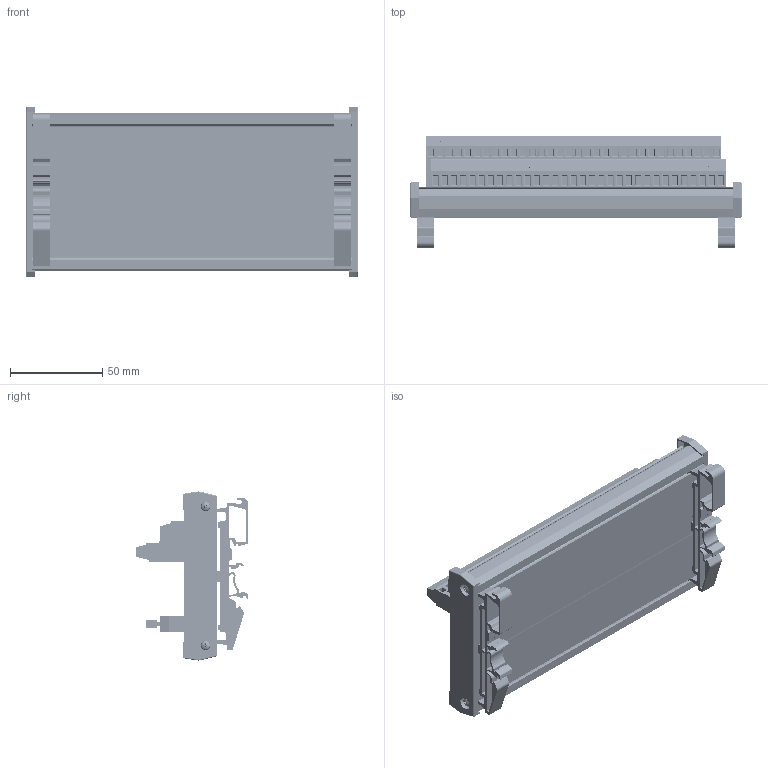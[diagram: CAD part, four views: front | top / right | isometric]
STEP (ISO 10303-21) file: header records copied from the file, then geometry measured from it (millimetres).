
FILE_DESCRIPTION((''),'2;1');
FILE_NAME('FBK_64.stp','2013-06-24T09:01:11',('roland'),(''),'Autodesk Inventor 2013','Autodesk Inventor 2013','');
FILE_SCHEMA(('CONFIG_CONTROL_DESIGN'));
Length unit declared in the file: millimetre
Products named in the file (11): 64; 64 BASE PLATE; 2 GREEN; 3 GREEN; BASE LEGS; BASE SIDE; BS EN ISO 7045 Z - Metric M2.5 x 10 - 4.8 - Z; FBK64; 64 Case; 60 lable1; 60 lable2
Assembly tree (24 placements, depth 2):
  64
    64 BASE PLATE
    2 GREEN
    3 GREEN  x10
    BASE LEGS  x2
    BASE SIDE  x2
    BS EN ISO 7045 Z - Metric M2.5 x 10 - 4.8 - Z  x4
    FBK64
    64 Case
    60 lable1
    60 lable2
Bounding box: 180.35 x 61.29 x 91.98 mm (x, y, z)
Volume: 156148.1 mm3; surface area: 162764.9 mm2
Topology: 24 solids, 24 shells, 5819 faces, 15485 edges, 10018 vertices
Faces by surface type: plane 3473, bspline 1244, cylinder 1014, cone 64, torus 20, sphere 4
Full cylindrical faces by diameter (mm): 0.65 x2, 0.7 x320, 1.25 x64, 2.256 x4, 2.4 x4, 2.5 x68, 2.7 x2, 2.8 x2, 3.2 x4, 4 x64, 7 x4, 9 x4
Entity records: 147240 total; most frequent: CARTESIAN_POINT 40625, ORIENTED_EDGE 23448, DIRECTION 16916, EDGE_CURVE 11724, VECTOR 7982, LINE 7982, VERTEX_POINT 7884, EDGE_LOOP 6022
